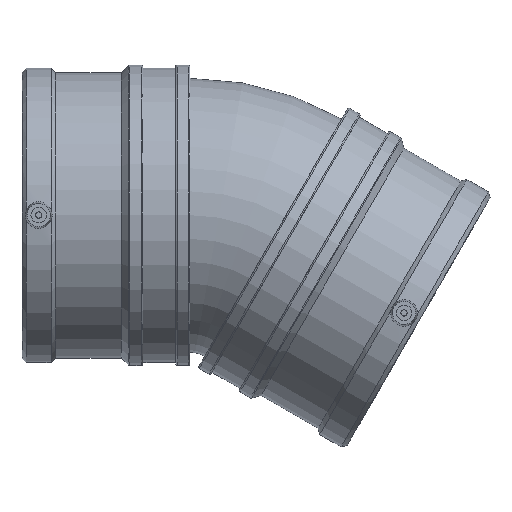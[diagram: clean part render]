
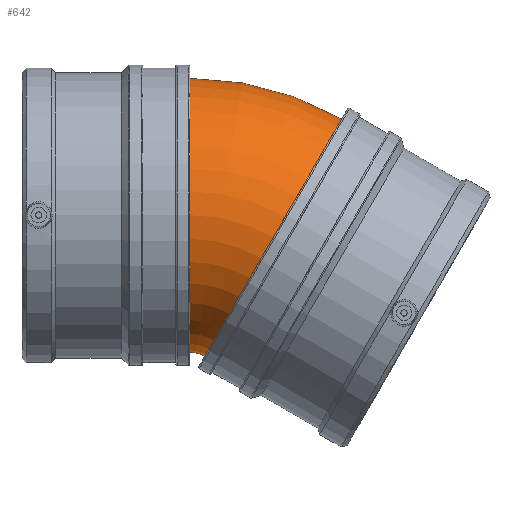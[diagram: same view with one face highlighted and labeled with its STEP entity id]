
A CAD part, top view. The second image highlights one B-rep face of the part: STEP entity #642.
In plain terms, the highlighted toroidal (fillet/blend) face has major radius 107.115 mm and minor radius 88 mm.
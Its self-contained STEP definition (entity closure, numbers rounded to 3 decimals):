
#40=TOROIDAL_SURFACE('',#712,107.115,88.);
#72=FACE_BOUND('',#192,.T.);
#126=FACE_OUTER_BOUND('',#191,.T.);
#191=EDGE_LOOP('',(#491));
#192=EDGE_LOOP('',(#492));
#303=CIRCLE('',#713,88.);
#304=CIRCLE('',#714,88.);
#359=VERTEX_POINT('',#1072);
#360=VERTEX_POINT('',#1074);
#421=EDGE_CURVE('',#359,#359,#303,.T.);
#422=EDGE_CURVE('',#360,#360,#304,.T.);
#491=ORIENTED_EDGE('',*,*,#421,.F.);
#492=ORIENTED_EDGE('',*,*,#422,.F.);
#642=ADVANCED_FACE('',(#126,#72),#40,.T.);
#712=AXIS2_PLACEMENT_3D('',#1071,#843,#844);
#713=AXIS2_PLACEMENT_3D('',#1073,#845,#846);
#714=AXIS2_PLACEMENT_3D('',#1075,#847,#848);
#843=DIRECTION('center_axis',(0.,0.,-1.));
#844=DIRECTION('ref_axis',(-1.,0.,0.));
#845=DIRECTION('center_axis',(0.866,-0.5,0.));
#846=DIRECTION('ref_axis',(0.5,0.866,0.));
#847=DIRECTION('center_axis',(-1.,0.,0.));
#848=DIRECTION('ref_axis',(0.,1.,0.));
#1071=CARTESIAN_POINT('Origin',(-28.701,-107.115,0.));
#1072=CARTESIAN_POINT('',(-19.144,-90.561,0.));
#1073=CARTESIAN_POINT('Origin',(24.856,-14.351,0.));
#1074=CARTESIAN_POINT('',(-28.701,0.,-88.));
#1075=CARTESIAN_POINT('Origin',(-28.701,0.,0.));
